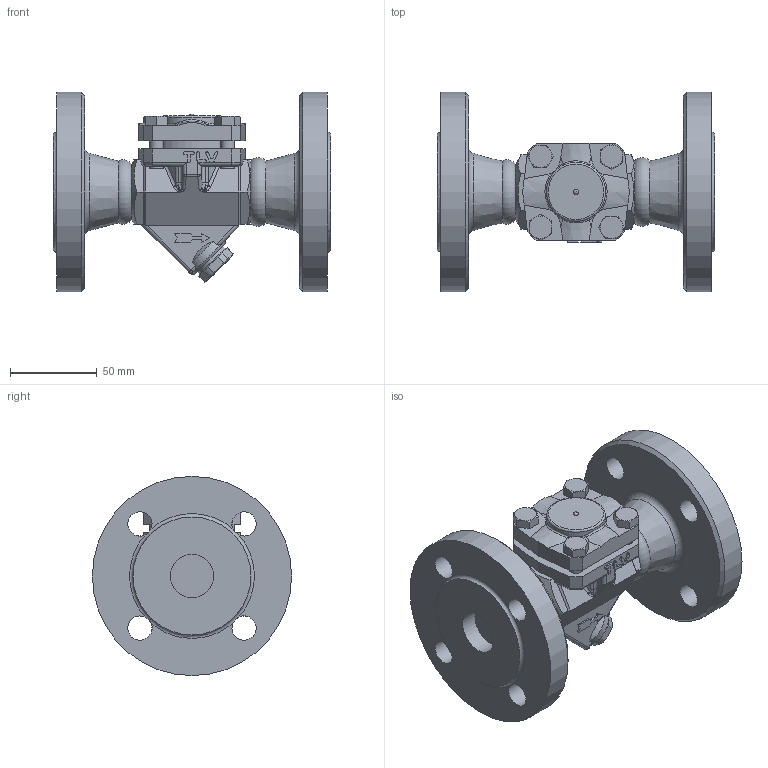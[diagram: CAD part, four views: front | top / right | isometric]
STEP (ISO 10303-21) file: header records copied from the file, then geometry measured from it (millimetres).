
FILE_DESCRIPTION(/* description */ (''),/* implementation_level */ '2;1');
FILE_NAME(/* name */ 'l21s0-025-e0025-00.stp',/* time_stamp */ '2023-01-16T07:06:06+09:00',/* author */ ('nakaot'),/* organization */ (''),/* preprocessor_version */ 'ST-DEVELOPER v18.1',/* originating_system */ 'Autodesk Inventor 2022',/* authorisation */ '');
FILE_SCHEMA (('AUTOMOTIVE_DESIGN { 1 0 10303 214 3 1 1 }'));
Length unit declared in the file: millimetre
Products named in the file (1): l21s0-025-e0025-00
Bounding box: 160 x 115 x 115 mm (x, y, z)
Volume: 571213.7 mm3; surface area: 87221.2 mm2
Topology: 1 solids, 1 shells, 363 faces, 912 edges, 562 vertices
Faces by surface type: plane 171, cylinder 96, bspline 39, cone 37, sphere 13, torus 7
Full cylindrical faces by diameter (mm): 8 x8, 9.1 x4, 14 x8, 21 x1, 25 x2, 34 x1, 45.8 x1, 115 x2
Entity records: 11696 total; most frequent: CARTESIAN_POINT 3200, ORIENTED_EDGE 1822, DIRECTION 1721, EDGE_CURVE 911, AXIS2_PLACEMENT_3D 643, VERTEX_POINT 562, LINE 435, VECTOR 435
